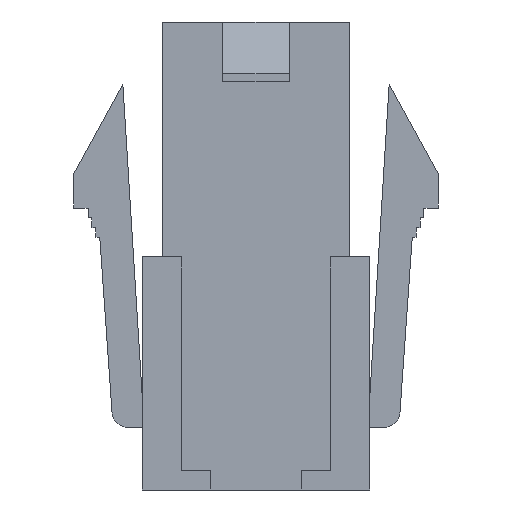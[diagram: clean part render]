
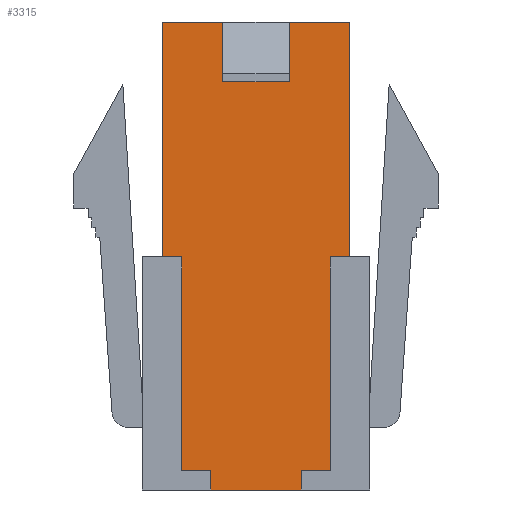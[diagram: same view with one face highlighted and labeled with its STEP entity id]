
A CAD part, front view. The second image highlights one B-rep face of the part: STEP entity #3315.
In plain terms, the highlighted planar face has unit normal (0, -1, 0).
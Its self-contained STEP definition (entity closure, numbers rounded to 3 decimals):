
#287=ORIENTED_EDGE('',*,*,#1213,.T.);
#288=ORIENTED_EDGE('',*,*,#1133,.T.);
#289=ORIENTED_EDGE('',*,*,#1200,.F.);
#290=ORIENTED_EDGE('',*,*,#1214,.T.);
#291=ORIENTED_EDGE('',*,*,#1215,.T.);
#292=ORIENTED_EDGE('',*,*,#1216,.F.);
#293=ORIENTED_EDGE('',*,*,#1217,.T.);
#294=ORIENTED_EDGE('',*,*,#1115,.F.);
#295=ORIENTED_EDGE('',*,*,#1218,.F.);
#296=ORIENTED_EDGE('',*,*,#1219,.T.);
#297=ORIENTED_EDGE('',*,*,#1212,.F.);
#298=ORIENTED_EDGE('',*,*,#1220,.F.);
#299=ORIENTED_EDGE('',*,*,#1036,.T.);
#300=ORIENTED_EDGE('',*,*,#1135,.T.);
#301=ORIENTED_EDGE('',*,*,#1221,.F.);
#302=ORIENTED_EDGE('',*,*,#1222,.F.);
#1036=EDGE_CURVE('',#1515,#1514,#1828,.T.);
#1115=EDGE_CURVE('',#1584,#1585,#1907,.T.);
#1133=EDGE_CURVE('',#1602,#1601,#1925,.T.);
#1135=EDGE_CURVE('',#1514,#1603,#1927,.T.);
#1200=EDGE_CURVE('',#1656,#1601,#1992,.T.);
#1212=EDGE_CURVE('',#1666,#1663,#2004,.T.);
#1213=EDGE_CURVE('',#1667,#1602,#2005,.T.);
#1214=EDGE_CURVE('',#1656,#1668,#2006,.T.);
#1215=EDGE_CURVE('',#1668,#1669,#2007,.T.);
#1216=EDGE_CURVE('',#1670,#1669,#2008,.T.);
#1217=EDGE_CURVE('',#1670,#1585,#2009,.T.);
#1218=EDGE_CURVE('',#1671,#1584,#2010,.T.);
#1219=EDGE_CURVE('',#1671,#1663,#2011,.T.);
#1220=EDGE_CURVE('',#1515,#1666,#2012,.T.);
#1221=EDGE_CURVE('',#1672,#1603,#2013,.T.);
#1222=EDGE_CURVE('',#1667,#1672,#2014,.T.);
#1514=VERTEX_POINT('',#4562);
#1515=VERTEX_POINT('',#4564);
#1584=VERTEX_POINT('',#4726);
#1585=VERTEX_POINT('',#4728);
#1601=VERTEX_POINT('',#4762);
#1602=VERTEX_POINT('',#4764);
#1603=VERTEX_POINT('',#4766);
#1656=VERTEX_POINT('',#4899);
#1663=VERTEX_POINT('',#4919);
#1666=VERTEX_POINT('',#4924);
#1667=VERTEX_POINT('',#4928);
#1668=VERTEX_POINT('',#4930);
#1669=VERTEX_POINT('',#4932);
#1670=VERTEX_POINT('',#4934);
#1671=VERTEX_POINT('',#4937);
#1672=VERTEX_POINT('',#4941);
#1828=LINE('',#4563,#2301);
#1907=LINE('',#4727,#2380);
#1925=LINE('',#4763,#2398);
#1927=LINE('',#4767,#2400);
#1992=LINE('',#4900,#2465);
#2004=LINE('',#4925,#2477);
#2005=LINE('',#4927,#2478);
#2006=LINE('',#4929,#2479);
#2007=LINE('',#4931,#2480);
#2008=LINE('',#4933,#2481);
#2009=LINE('',#4935,#2482);
#2010=LINE('',#4936,#2483);
#2011=LINE('',#4938,#2484);
#2012=LINE('',#4939,#2485);
#2013=LINE('',#4940,#2486);
#2014=LINE('',#4942,#2487);
#2301=VECTOR('',#3696,1000.);
#2380=VECTOR('',#3805,1000.);
#2398=VECTOR('',#3825,1000.);
#2400=VECTOR('',#3827,1000.);
#2465=VECTOR('',#3922,1000.);
#2477=VECTOR('',#3940,1000.);
#2478=VECTOR('',#3943,1000.);
#2479=VECTOR('',#3944,1000.);
#2480=VECTOR('',#3945,1000.);
#2481=VECTOR('',#3946,1000.);
#2482=VECTOR('',#3947,1000.);
#2483=VECTOR('',#3948,1000.);
#2484=VECTOR('',#3949,1000.);
#2485=VECTOR('',#3950,1000.);
#2486=VECTOR('',#3951,1000.);
#2487=VECTOR('',#3952,1000.);
#2789=EDGE_LOOP('',(#287,#288,#289,#290,#291,#292,#293,#294,#295,#296,#297,
#298,#299,#300,#301,#302));
#2970=FACE_BOUND('',#2789,.T.);
#3145=PLANE('',#3508);
#3315=ADVANCED_FACE('',(#2970),#3145,.T.);
#3508=AXIS2_PLACEMENT_3D('',#4926,#3941,#3942);
#3696=DIRECTION('',(0.,0.,1.));
#3805=DIRECTION('',(-1.,0.,0.));
#3825=DIRECTION('',(-1.,0.,0.));
#3827=DIRECTION('',(-1.,0.,0.));
#3922=DIRECTION('',(0.,0.,1.));
#3940=DIRECTION('',(0.,0.,-1.));
#3941=DIRECTION('',(0.,-1.,0.));
#3942=DIRECTION('',(0.,0.,-1.));
#3943=DIRECTION('',(0.,0.,1.));
#3944=DIRECTION('',(1.,0.,0.));
#3945=DIRECTION('',(0.,0.,-1.));
#3946=DIRECTION('',(-1.,0.,0.));
#3947=DIRECTION('',(0.,0.,-1.));
#3948=DIRECTION('',(0.,0.,-1.));
#3949=DIRECTION('',(1.,0.,0.));
#3950=DIRECTION('',(-1.,0.,0.));
#3951=DIRECTION('',(0.,0.,1.));
#3952=DIRECTION('',(1.,0.,0.));
#4562=CARTESIAN_POINT('',(4.8,-2.7,11.95));
#4563=CARTESIAN_POINT('',(4.8,-2.7,-11.95));
#4564=CARTESIAN_POINT('',(4.8,-2.7,-0.05));
#4726=CARTESIAN_POINT('',(2.3,-2.7,-11.95));
#4727=CARTESIAN_POINT('',(4.8,-2.7,-11.95));
#4728=CARTESIAN_POINT('',(-2.3,-2.7,-11.95));
#4762=CARTESIAN_POINT('',(-4.8,-2.7,11.95));
#4763=CARTESIAN_POINT('',(4.8,-2.7,11.95));
#4764=CARTESIAN_POINT('',(-1.7,-2.7,11.95));
#4766=CARTESIAN_POINT('',(1.7,-2.7,11.95));
#4767=CARTESIAN_POINT('',(4.8,-2.7,11.95));
#4899=CARTESIAN_POINT('',(-4.8,-2.7,-0.05));
#4900=CARTESIAN_POINT('',(-4.8,-2.7,-11.95));
#4919=CARTESIAN_POINT('',(3.8,-2.7,-10.95));
#4924=CARTESIAN_POINT('',(3.8,-2.7,-0.05));
#4925=CARTESIAN_POINT('',(3.8,-2.7,-0.05));
#4926=CARTESIAN_POINT('',(4.8,-2.7,-11.95));
#4927=CARTESIAN_POINT('',(-1.7,-2.7,8.9));
#4928=CARTESIAN_POINT('',(-1.7,-2.7,8.9));
#4929=CARTESIAN_POINT('',(-4.8,-2.7,-0.05));
#4930=CARTESIAN_POINT('',(-3.8,-2.7,-0.05));
#4931=CARTESIAN_POINT('',(-3.8,-2.7,-0.05));
#4932=CARTESIAN_POINT('',(-3.8,-2.7,-10.95));
#4933=CARTESIAN_POINT('',(-2.3,-2.7,-10.95));
#4934=CARTESIAN_POINT('',(-2.3,-2.7,-10.95));
#4935=CARTESIAN_POINT('',(-2.3,-2.7,-10.95));
#4936=CARTESIAN_POINT('',(2.3,-2.7,-10.95));
#4937=CARTESIAN_POINT('',(2.3,-2.7,-10.95));
#4938=CARTESIAN_POINT('',(2.3,-2.7,-10.95));
#4939=CARTESIAN_POINT('',(4.8,-2.7,-0.05));
#4940=CARTESIAN_POINT('',(1.7,-2.7,8.9));
#4941=CARTESIAN_POINT('',(1.7,-2.7,8.9));
#4942=CARTESIAN_POINT('',(-1.7,-2.7,8.9));
